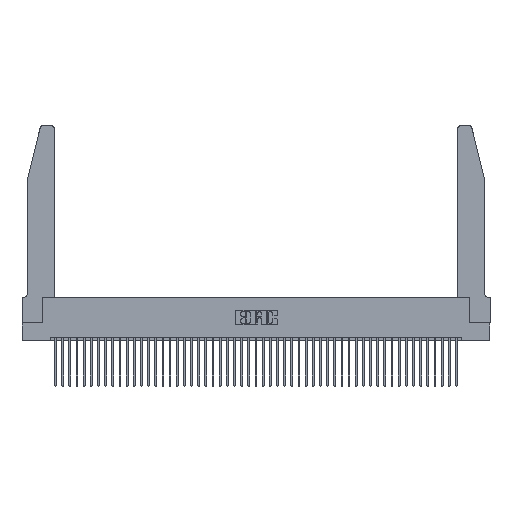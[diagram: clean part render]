
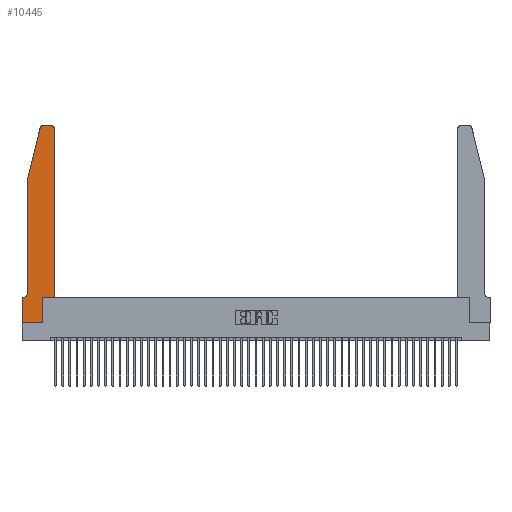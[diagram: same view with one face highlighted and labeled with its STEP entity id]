
A CAD part, top view. The second image highlights one B-rep face of the part: STEP entity #10445.
In plain terms, the highlighted planar face has unit normal (0, 0, 1).
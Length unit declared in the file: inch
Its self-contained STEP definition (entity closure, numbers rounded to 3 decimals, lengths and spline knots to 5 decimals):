
#870 = ORIENTED_EDGE ( 'NONE', *, *, #39008, .T. ) ;
#1579 = VERTEX_POINT ( 'NONE', #40658 ) ;
#1668 = ORIENTED_EDGE ( 'NONE', *, *, #23377, .T. ) ;
#1810 = VECTOR ( 'NONE', #18999, 39.37008 ) ;
#2205 = VECTOR ( 'NONE', #22629, 39.37008 ) ;
#2219 = PLANE ( 'NONE',  #13433 ) ;
#2444 = VECTOR ( 'NONE', #12545, 39.37008 ) ;
#2539 = VERTEX_POINT ( 'NONE', #12576 ) ;
#2767 = CARTESIAN_POINT ( 'NONE',  ( 0., 0., 0.37 ) ) ;
#2873 = CARTESIAN_POINT ( 'NONE',  ( 0.4205, 2.75, 0.37 ) ) ;
#2956 = VECTOR ( 'NONE', #35164, 39.37008 ) ;
#4939 = CARTESIAN_POINT ( 'NONE',  ( 0.0755, 2., 0.37 ) ) ;
#5137 = AXIS2_PLACEMENT_3D ( 'NONE', #33275, #11274, #36941 ) ;
#5967 = DIRECTION ( 'NONE',  ( 1., 0., 0. ) ) ;
#6168 = CARTESIAN_POINT ( 'NONE',  ( 0.0755, 0.35, 0.37 ) ) ;
#6354 = CARTESIAN_POINT ( 'NONE',  ( 0., 0., 0.37 ) ) ;
#7154 = VECTOR ( 'NONE', #24512, 39.37008 ) ;
#7368 = EDGE_CURVE ( 'NONE', #23396, #2539, #44944, .T. ) ;
#7807 = EDGE_CURVE ( 'NONE', #11188, #23416, #8317, .T. ) ;
#7977 = CARTESIAN_POINT ( 'NONE',  ( 0.0755, 2., 0.37 ) ) ;
#8317 = LINE ( 'NONE', #6168, #7154 ) ;
#8338 = EDGE_CURVE ( 'NONE', #1579, #35577, #41453, .T. ) ;
#9664 = CARTESIAN_POINT ( 'NONE',  ( 0.4505, 0.35, 0.37 ) ) ;
#10445 = ADVANCED_FACE ( 'NONE', ( #29073 ), #2219, .T. ) ;
#11188 = VERTEX_POINT ( 'NONE', #19048 ) ;
#11274 = DIRECTION ( 'NONE',  ( 0., 0., 1. ) ) ;
#11309 = ORIENTED_EDGE ( 'NONE', *, *, #25272, .T. ) ;
#11647 = DIRECTION ( 'NONE',  ( 0., 0., 1. ) ) ;
#11756 = ORIENTED_EDGE ( 'NONE', *, *, #17663, .T. ) ;
#12545 = DIRECTION ( 'NONE',  ( 0., -1., 0. ) ) ;
#12576 = CARTESIAN_POINT ( 'NONE',  ( 0.0755, 2., 0.37 ) ) ;
#13248 = VECTOR ( 'NONE', #17461, 39.37008 ) ;
#13350 = EDGE_CURVE ( 'NONE', #15285, #27540, #41942, .T. ) ;
#13433 = AXIS2_PLACEMENT_3D ( 'NONE', #42431, #27965, #5967 ) ;
#15046 = AXIS2_PLACEMENT_3D ( 'NONE', #41210, #19355, #44849 ) ;
#15285 = VERTEX_POINT ( 'NONE', #2873 ) ;
#16238 = CARTESIAN_POINT ( 'NONE',  ( 0.4505, 0.35, 0.37 ) ) ;
#16631 = LINE ( 'NONE', #44521, #25267 ) ;
#17461 = DIRECTION ( 'NONE',  ( 1., 0., 0. ) ) ;
#17663 = EDGE_CURVE ( 'NONE', #23782, #15285, #31513, .T. ) ;
#17667 = EDGE_CURVE ( 'NONE', #2539, #29179, #41199, .T. ) ;
#17998 = ORIENTED_EDGE ( 'NONE', *, *, #27574, .T. ) ;
#18999 = DIRECTION ( 'NONE',  ( 0., 1., 0. ) ) ;
#19048 = CARTESIAN_POINT ( 'NONE',  ( 0.0055, 0.35, 0.37 ) ) ;
#19355 = DIRECTION ( 'NONE',  ( 0., 0., -1. ) ) ;
#19477 = ORIENTED_EDGE ( 'NONE', *, *, #39223, .T. ) ;
#19587 = CARTESIAN_POINT ( 'NONE',  ( 0.0755, 0.42, 0.37 ) ) ;
#21437 = LINE ( 'NONE', #33537, #1810 ) ;
#22516 = ORIENTED_EDGE ( 'NONE', *, *, #7368, .T. ) ;
#22543 = VERTEX_POINT ( 'NONE', #2767 ) ;
#22629 = DIRECTION ( 'NONE',  ( 0., -1., 0. ) ) ;
#23056 = LINE ( 'NONE', #6354, #13248 ) ;
#23225 = VECTOR ( 'NONE', #41787, 39.37008 ) ;
#23377 = EDGE_CURVE ( 'NONE', #45436, #1579, #16631, .T. ) ;
#23396 = VERTEX_POINT ( 'NONE', #26409 ) ;
#23416 = VERTEX_POINT ( 'NONE', #30084 ) ;
#23782 = VERTEX_POINT ( 'NONE', #46913 ) ;
#24512 = DIRECTION ( 'NONE',  ( -1., 0., 0. ) ) ;
#24656 = EDGE_LOOP ( 'NONE', ( #32393, #19477, #22516, #45083, #11309, #32297, #17998, #870, #1668, #45758, #45633, #11756 ) ) ;
#25267 = VECTOR ( 'NONE', #33740, 39.37008 ) ;
#25272 = EDGE_CURVE ( 'NONE', #29179, #11188, #43268, .T. ) ;
#26409 = CARTESIAN_POINT ( 'NONE',  ( 0.25487, 2.72718, 0.37 ) ) ;
#27540 = VERTEX_POINT ( 'NONE', #45145 ) ;
#27574 = EDGE_CURVE ( 'NONE', #23416, #22543, #34050, .T. ) ;
#27797 = AXIS2_PLACEMENT_3D ( 'NONE', #33630, #11647, #37291 ) ;
#27965 = DIRECTION ( 'NONE',  ( 0., 0., 1. ) ) ;
#29073 = FACE_OUTER_BOUND ( 'NONE', #24656, .T. ) ;
#29179 = VERTEX_POINT ( 'NONE', #19587 ) ;
#29352 = CARTESIAN_POINT ( 'NONE',  ( 0.2865, 0., 0.37 ) ) ;
#30084 = CARTESIAN_POINT ( 'NONE',  ( 0., 0.35, 0.37 ) ) ;
#30862 = CARTESIAN_POINT ( 'NONE',  ( 0., 0., 0.37 ) ) ;
#31492 = CARTESIAN_POINT ( 'NONE',  ( 0.2605, 2.75, 0.37 ) ) ;
#31513 = CIRCLE ( 'NONE', #27797, 0.03 ) ;
#32297 = ORIENTED_EDGE ( 'NONE', *, *, #7807, .T. ) ;
#32393 = ORIENTED_EDGE ( 'NONE', *, *, #13350, .T. ) ;
#33275 = CARTESIAN_POINT ( 'NONE',  ( 0.284, 2.72, 0.37 ) ) ;
#33537 = CARTESIAN_POINT ( 'NONE',  ( 0.4505, 0.35, 0.37 ) ) ;
#33630 = CARTESIAN_POINT ( 'NONE',  ( 0.4205, 2.72, 0.37 ) ) ;
#33740 = DIRECTION ( 'NONE',  ( 0., 1., 0. ) ) ;
#34050 = LINE ( 'NONE', #30862, #2444 ) ;
#35164 = DIRECTION ( 'NONE',  ( -1., 0., 0. ) ) ;
#35577 = VERTEX_POINT ( 'NONE', #9664 ) ;
#36941 = DIRECTION ( 'NONE',  ( 1., 0., 0. ) ) ;
#37291 = DIRECTION ( 'NONE',  ( 1., 0., 0. ) ) ;
#37895 = EDGE_CURVE ( 'NONE', #35577, #23782, #21437, .T. ) ;
#39008 = EDGE_CURVE ( 'NONE', #22543, #45436, #23056, .T. ) ;
#39223 = EDGE_CURVE ( 'NONE', #27540, #23396, #42474, .T. ) ;
#40658 = CARTESIAN_POINT ( 'NONE',  ( 0.2865, 0.35, 0.37 ) ) ;
#41199 = LINE ( 'NONE', #7977, #2205 ) ;
#41210 = CARTESIAN_POINT ( 'NONE',  ( 0.0055, 0.42, 0.37 ) ) ;
#41453 = LINE ( 'NONE', #16238, #23225 ) ;
#41582 = DIRECTION ( 'NONE',  ( -0.239, -0.971, 0. ) ) ;
#41787 = DIRECTION ( 'NONE',  ( 1., 0., 0. ) ) ;
#41942 = LINE ( 'NONE', #31492, #2956 ) ;
#42431 = CARTESIAN_POINT ( 'NONE',  ( 0., 0.35, 0.37 ) ) ;
#42474 = CIRCLE ( 'NONE', #5137, 0.03 ) ;
#43268 = CIRCLE ( 'NONE', #15046, 0.07 ) ;
#43808 = VECTOR ( 'NONE', #41582, 39.37008 ) ;
#44521 = CARTESIAN_POINT ( 'NONE',  ( 0.2865, 0.35, 0.37 ) ) ;
#44849 = DIRECTION ( 'NONE',  ( -1., 0., 0. ) ) ;
#44944 = LINE ( 'NONE', #4939, #43808 ) ;
#45083 = ORIENTED_EDGE ( 'NONE', *, *, #17667, .T. ) ;
#45145 = CARTESIAN_POINT ( 'NONE',  ( 0.284, 2.75, 0.37 ) ) ;
#45436 = VERTEX_POINT ( 'NONE', #29352 ) ;
#45633 = ORIENTED_EDGE ( 'NONE', *, *, #37895, .T. ) ;
#45758 = ORIENTED_EDGE ( 'NONE', *, *, #8338, .T. ) ;
#46913 = CARTESIAN_POINT ( 'NONE',  ( 0.4505, 2.72, 0.37 ) ) ;
